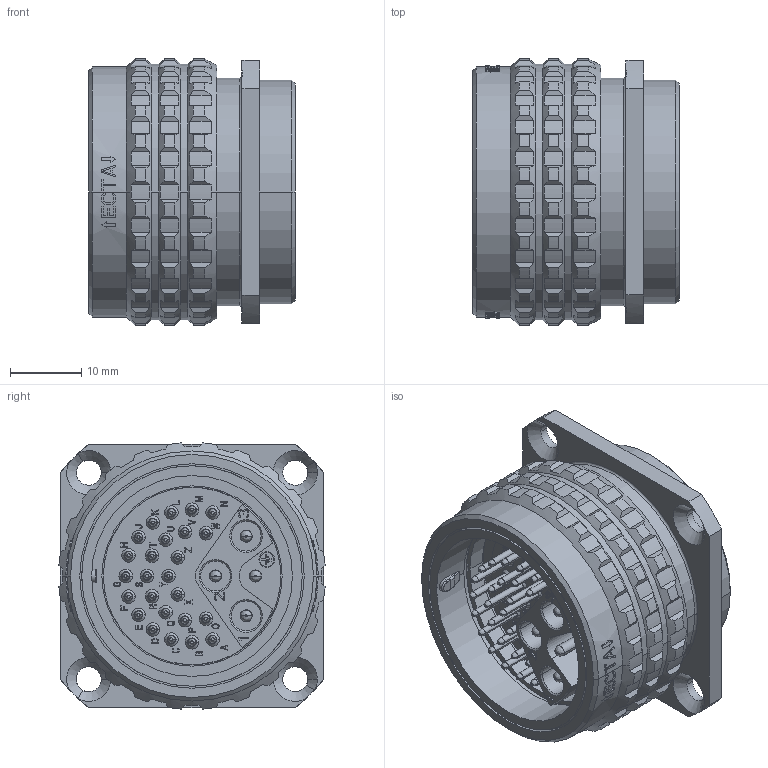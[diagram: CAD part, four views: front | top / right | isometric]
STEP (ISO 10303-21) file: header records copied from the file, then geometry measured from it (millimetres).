
FILE_DESCRIPTION((''),'2;1');
FILE_NAME('1331MESV529MS','2024-07-24T09:18:57',('paultorloting'),('NET AG system integration'),'CREO PARAMETRIC BY PTC INC, 2021404','CREO PARAMETRIC BY PTC INC, 2021404','');
FILE_SCHEMA(('AUTOMOTIVE_DESIGN { 1 0 10303 214 1 1 1 1 }'));
Length unit declared in the file: millimetre
Products named in the file (1): 1331MESV529MS
Bounding box: 29 x 37.38 x 37.38 mm (x, y, z)
Volume: 17494.2 mm3; surface area: 17676 mm2
Topology: 1 solids, 5 shells, 3382 faces, 8921 edges, 5853 vertices
Faces by surface type: plane 2253, cylinder 780, cone 196, bspline 74, torus 67, sphere 12
Entity records: 135286 total; most frequent: CARTESIAN_POINT 28400, ORIENTED_EDGE 17826, DIRECTION 16805, EDGE_CURVE 8913, VECTOR 5856, LINE 5856, VERTEX_POINT 5853, AXIS2_PLACEMENT_3D 5473
